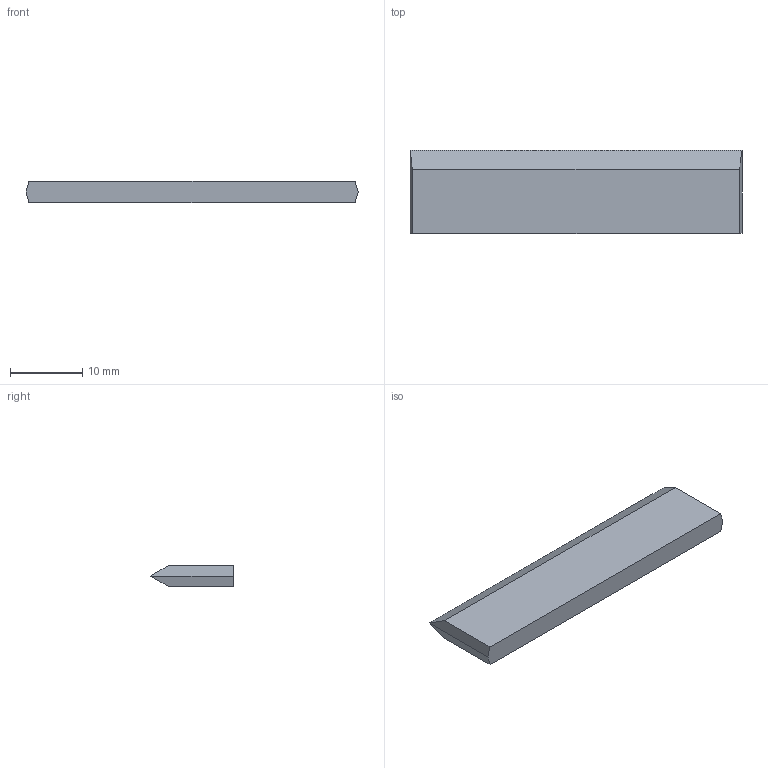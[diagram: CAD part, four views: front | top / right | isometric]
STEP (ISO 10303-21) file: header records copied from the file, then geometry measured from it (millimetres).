
FILE_DESCRIPTION (( 'STEP AP203' ), '1' );
FILE_NAME ('ZJ2034.STEP', '2022-04-26T20:54:53', ( '' ), ( '' ), 'SwSTEP 2.0', 'SolidWorks 2020', '' );
FILE_SCHEMA (( 'CONFIG_CONTROL_DESIGN' ));
Length unit declared in the file: inch
Products named in the file (1): ZJ2034
Bounding box: 46 x 11.5 x 3 mm (x, y, z)
Volume: 1396 mm3; surface area: 1278.4 mm2
Topology: 1 solids, 1 shells, 9 faces, 19 edges, 12 vertices
Faces by surface type: plane 9
Entity records: 316 total; most frequent: CARTESIAN_POINT 41, DIRECTION 39, ORIENTED_EDGE 38, LINE 19, EDGE_CURVE 19, VECTOR 19, VERTEX_POINT 12, AXIS2_PLACEMENT_3D 10
